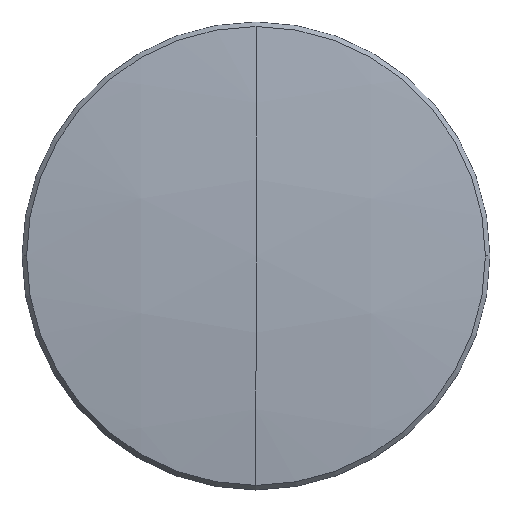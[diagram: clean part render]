
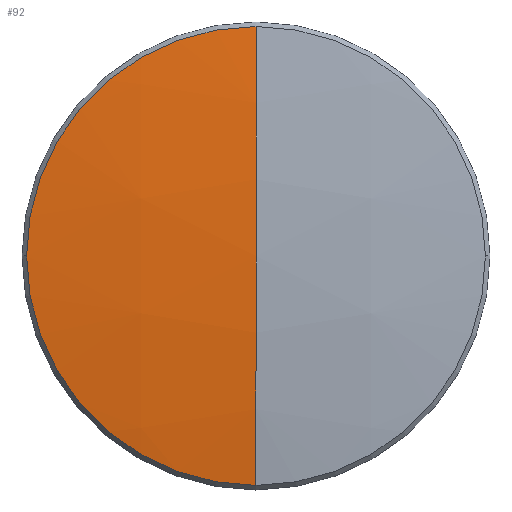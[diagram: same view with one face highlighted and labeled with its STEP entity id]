
A CAD part, top view. The second image highlights one B-rep face of the part: STEP entity #92.
In plain terms, the highlighted spherical face has radius 97.6 mm.
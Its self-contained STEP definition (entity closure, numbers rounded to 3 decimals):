
#21 = CARTESIAN_POINT ( 'NONE',  ( 0., 0., -96.183 ) ) ;
#24 = DIRECTION ( 'NONE',  ( 0., -1., 0. ) ) ;
#37 = CIRCLE ( 'NONE', #302, 97.6 ) ;
#40 = CIRCLE ( 'NONE', #218, 97.6 ) ;
#43 = ORIENTED_EDGE ( 'NONE', *, *, #127, .T. ) ;
#49 = VERTEX_POINT ( 'NONE', #221 ) ;
#52 = CIRCLE ( 'NONE', #173, 12.452 ) ;
#66 = EDGE_CURVE ( 'NONE', #154, #49, #52, .T. ) ;
#67 = DIRECTION ( 'NONE',  ( 0., 1., 0. ) ) ;
#68 = CARTESIAN_POINT ( 'NONE',  ( 0., 0., 0.62 ) ) ;
#90 = DIRECTION ( 'NONE',  ( -1., 0., 0. ) ) ;
#92 = ADVANCED_FACE ( 'NONE', ( #328 ), #356, .T. ) ;
#95 = DIRECTION ( 'NONE',  ( -1., 0., 0. ) ) ;
#114 = VERTEX_POINT ( 'NONE', #143 ) ;
#124 = CARTESIAN_POINT ( 'NONE',  ( 0., 0., -96.183 ) ) ;
#127 = EDGE_CURVE ( 'NONE', #49, #188, #337, .T. ) ;
#140 = ORIENTED_EDGE ( 'NONE', *, *, #66, .T. ) ;
#141 = EDGE_CURVE ( 'NONE', #188, #114, #40, .T. ) ;
#143 = CARTESIAN_POINT ( 'NONE',  ( 0., 0., 1.417 ) ) ;
#146 = EDGE_LOOP ( 'NONE', ( #140, #43, #323, #256 ) ) ;
#149 = DIRECTION ( 'NONE',  ( 0., 0., -1. ) ) ;
#154 = VERTEX_POINT ( 'NONE', #240 ) ;
#166 = EDGE_CURVE ( 'NONE', #154, #114, #37, .T. ) ;
#173 = AXIS2_PLACEMENT_3D ( 'NONE', #229, #195, #90 ) ;
#176 = DIRECTION ( 'NONE',  ( -1., 0., 0. ) ) ;
#188 = VERTEX_POINT ( 'NONE', #278 ) ;
#195 = DIRECTION ( 'NONE',  ( 0., 0., 1. ) ) ;
#218 = AXIS2_PLACEMENT_3D ( 'NONE', #365, #176, #24 ) ;
#221 = CARTESIAN_POINT ( 'NONE',  ( -12.452, 0., 0.62 ) ) ;
#229 = CARTESIAN_POINT ( 'NONE',  ( 0., 0., 0.62 ) ) ;
#237 = DIRECTION ( 'NONE',  ( -1., 0., 0. ) ) ;
#238 = AXIS2_PLACEMENT_3D ( 'NONE', #21, #237, #67 ) ;
#240 = CARTESIAN_POINT ( 'NONE',  ( 0., 12.452, 0.62 ) ) ;
#256 = ORIENTED_EDGE ( 'NONE', *, *, #166, .F. ) ;
#260 = AXIS2_PLACEMENT_3D ( 'NONE', #68, #269, #95 ) ;
#269 = DIRECTION ( 'NONE',  ( 0., 0., 1. ) ) ;
#278 = CARTESIAN_POINT ( 'NONE',  ( 0., -12.452, 0.62 ) ) ;
#302 = AXIS2_PLACEMENT_3D ( 'NONE', #124, #335, #149 ) ;
#323 = ORIENTED_EDGE ( 'NONE', *, *, #141, .T. ) ;
#328 = FACE_OUTER_BOUND ( 'NONE', #146, .T. ) ;
#335 = DIRECTION ( 'NONE',  ( 1., 0., 0. ) ) ;
#337 = CIRCLE ( 'NONE', #260, 12.452 ) ;
#356 = SPHERICAL_SURFACE ( 'NONE', #238, 97.6 ) ;
#365 = CARTESIAN_POINT ( 'NONE',  ( 0., 0., -96.183 ) ) ;
